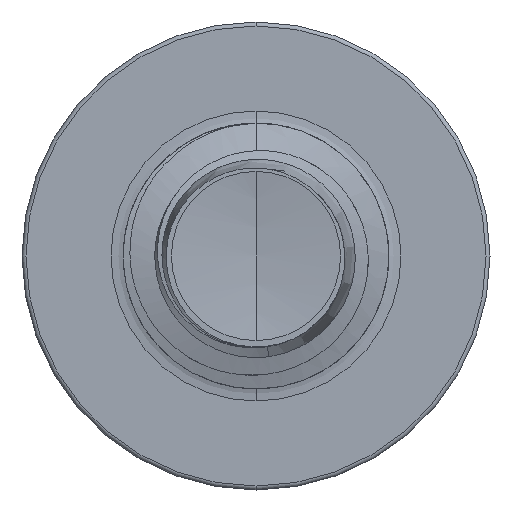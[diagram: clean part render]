
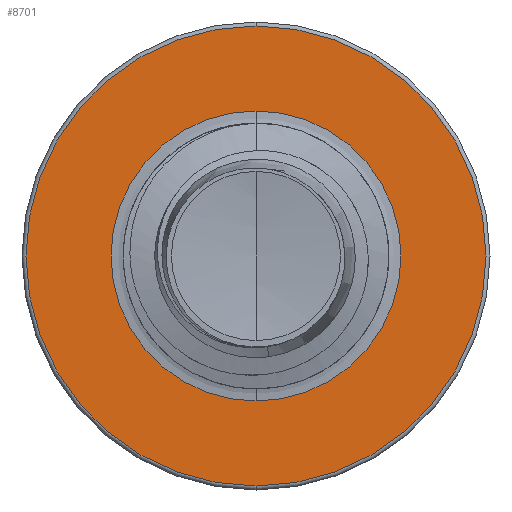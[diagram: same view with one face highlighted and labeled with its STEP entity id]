
A CAD part, front view. The second image highlights one B-rep face of the part: STEP entity #8701.
In plain terms, the highlighted planar face has unit normal (0, -1, 0).
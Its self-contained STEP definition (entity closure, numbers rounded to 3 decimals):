
#955 = DIRECTION ( 'NONE',  ( 0., 0., 1. ) ) ;
#1045 = CARTESIAN_POINT ( 'NONE',  ( 0., 3.5, -2.163 ) ) ;
#1546 = CIRCLE ( 'NONE', #1978, 2.163 ) ;
#1765 = DIRECTION ( 'NONE',  ( 0., 1., 0. ) ) ;
#1978 = AXIS2_PLACEMENT_3D ( 'NONE', #6320, #12524, #7285 ) ;
#2164 = EDGE_LOOP ( 'NONE', ( #5395, #5512 ) ) ;
#2240 = AXIS2_PLACEMENT_3D ( 'NONE', #8160, #1765, #9024 ) ;
#2590 = CARTESIAN_POINT ( 'NONE',  ( 0., 3.5, 0. ) ) ;
#2908 = AXIS2_PLACEMENT_3D ( 'NONE', #12864, #7574, #955 ) ;
#3102 = FACE_OUTER_BOUND ( 'NONE', #2164, .T. ) ;
#3517 = AXIS2_PLACEMENT_3D ( 'NONE', #2590, #9603, #3767 ) ;
#3730 = AXIS2_PLACEMENT_3D ( 'NONE', #6124, #5099, #11440 ) ;
#3762 = VERTEX_POINT ( 'NONE', #1045 ) ;
#3767 = DIRECTION ( 'NONE',  ( 0., 0., 1. ) ) ;
#3996 = VERTEX_POINT ( 'NONE', #12581 ) ;
#3998 = PLANE ( 'NONE',  #3730 ) ;
#5011 = CIRCLE ( 'NONE', #2240, 1.363 ) ;
#5026 = CIRCLE ( 'NONE', #3517, 2.163 ) ;
#5099 = DIRECTION ( 'NONE',  ( 0., 1., 0. ) ) ;
#5395 = ORIENTED_EDGE ( 'NONE', *, *, #8888, .F. ) ;
#5512 = ORIENTED_EDGE ( 'NONE', *, *, #10589, .F. ) ;
#5632 = ORIENTED_EDGE ( 'NONE', *, *, #10561, .T. ) ;
#6124 = CARTESIAN_POINT ( 'NONE',  ( 0., 3.5, -1.363 ) ) ;
#6127 = ORIENTED_EDGE ( 'NONE', *, *, #9512, .T. ) ;
#6198 = CIRCLE ( 'NONE', #2908, 1.363 ) ;
#6320 = CARTESIAN_POINT ( 'NONE',  ( 0., 3.5, 0. ) ) ;
#6977 = CARTESIAN_POINT ( 'NONE',  ( 0., 3.5, 2.163 ) ) ;
#7285 = DIRECTION ( 'NONE',  ( 0., 0., 1. ) ) ;
#7574 = DIRECTION ( 'NONE',  ( 0., 1., 0. ) ) ;
#7668 = EDGE_LOOP ( 'NONE', ( #5632, #6127 ) ) ;
#7905 = VERTEX_POINT ( 'NONE', #9390 ) ;
#8160 = CARTESIAN_POINT ( 'NONE',  ( 0., 3.5, 0. ) ) ;
#8701 = ADVANCED_FACE ( 'NONE', ( #3102, #12937 ), #3998, .F. ) ;
#8888 = EDGE_CURVE ( 'NONE', #11320, #3762, #5026, .T. ) ;
#9024 = DIRECTION ( 'NONE',  ( 0., 0., 1. ) ) ;
#9390 = CARTESIAN_POINT ( 'NONE',  ( 0., 3.5, 1.363 ) ) ;
#9512 = EDGE_CURVE ( 'NONE', #3996, #7905, #6198, .T. ) ;
#9603 = DIRECTION ( 'NONE',  ( 0., 1., 0. ) ) ;
#10561 = EDGE_CURVE ( 'NONE', #7905, #3996, #5011, .T. ) ;
#10589 = EDGE_CURVE ( 'NONE', #3762, #11320, #1546, .T. ) ;
#11320 = VERTEX_POINT ( 'NONE', #6977 ) ;
#11440 = DIRECTION ( 'NONE',  ( 0., 0., 1. ) ) ;
#12524 = DIRECTION ( 'NONE',  ( 0., 1., 0. ) ) ;
#12581 = CARTESIAN_POINT ( 'NONE',  ( 0., 3.5, -1.363 ) ) ;
#12864 = CARTESIAN_POINT ( 'NONE',  ( 0., 3.5, 0. ) ) ;
#12937 = FACE_BOUND ( 'NONE', #7668, .T. ) ;
